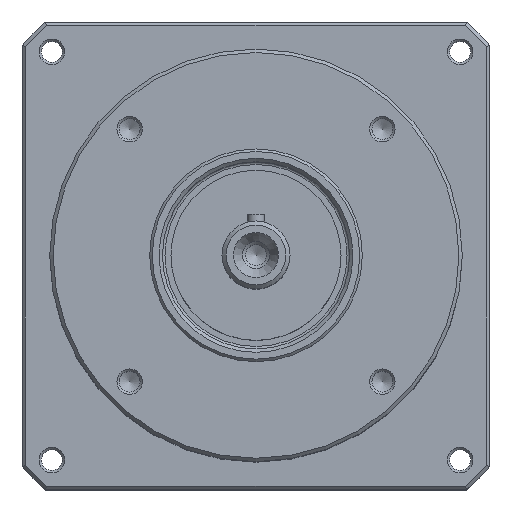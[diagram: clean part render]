
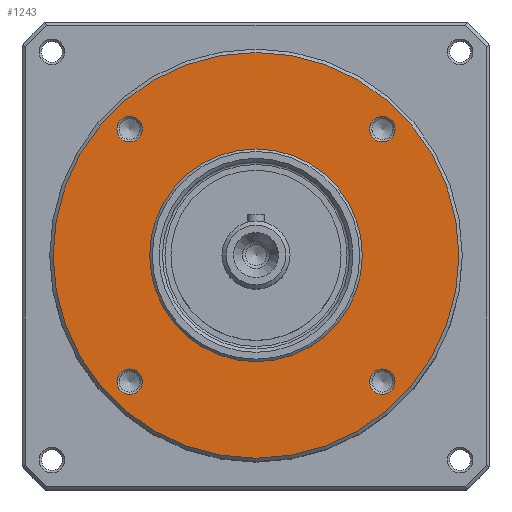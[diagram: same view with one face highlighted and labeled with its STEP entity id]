
A CAD part, top view. The second image highlights one B-rep face of the part: STEP entity #1243.
In plain terms, the highlighted face is planar.
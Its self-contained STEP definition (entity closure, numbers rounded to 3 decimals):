
#149=CIRCLE('',#1394,23.85);
#150=CIRCLE('',#1396,12.5);
#151=CIRCLE('',#1397,1.5);
#152=CIRCLE('',#1398,1.5);
#153=CIRCLE('',#1399,1.5);
#154=CIRCLE('',#1400,1.5);
#285=ORIENTED_EDGE('',*,*,#565,.F.);
#286=ORIENTED_EDGE('',*,*,#566,.F.);
#287=ORIENTED_EDGE('',*,*,#567,.F.);
#288=ORIENTED_EDGE('',*,*,#568,.F.);
#289=ORIENTED_EDGE('',*,*,#569,.F.);
#290=ORIENTED_EDGE('',*,*,#564,.T.);
#564=EDGE_CURVE('',#697,#697,#149,.T.);
#565=EDGE_CURVE('',#698,#698,#150,.T.);
#566=EDGE_CURVE('',#699,#699,#151,.T.);
#567=EDGE_CURVE('',#700,#700,#152,.T.);
#568=EDGE_CURVE('',#701,#701,#153,.T.);
#569=EDGE_CURVE('',#702,#702,#154,.T.);
#697=VERTEX_POINT('',#2115);
#698=VERTEX_POINT('',#2118);
#699=VERTEX_POINT('',#2120);
#700=VERTEX_POINT('',#2122);
#701=VERTEX_POINT('',#2124);
#702=VERTEX_POINT('',#2126);
#886=EDGE_LOOP('',(#285));
#887=EDGE_LOOP('',(#286));
#888=EDGE_LOOP('',(#287));
#889=EDGE_LOOP('',(#288));
#890=EDGE_LOOP('',(#289));
#891=EDGE_LOOP('',(#290));
#1052=FACE_BOUND('',#886,.T.);
#1053=FACE_BOUND('',#887,.T.);
#1054=FACE_BOUND('',#888,.T.);
#1055=FACE_BOUND('',#889,.T.);
#1056=FACE_BOUND('',#890,.T.);
#1057=FACE_BOUND('',#891,.T.);
#1197=PLANE('',#1395);
#1243=ADVANCED_FACE('',(#1052,#1053,#1054,#1055,#1056,#1057),#1197,.F.);
#1394=AXIS2_PLACEMENT_3D('',#2114,#1639,#1640);
#1395=AXIS2_PLACEMENT_3D('',#2116,#1641,#1642);
#1396=AXIS2_PLACEMENT_3D('',#2117,#1643,#1644);
#1397=AXIS2_PLACEMENT_3D('',#2119,#1645,#1646);
#1398=AXIS2_PLACEMENT_3D('',#2121,#1647,#1648);
#1399=AXIS2_PLACEMENT_3D('',#2123,#1649,#1650);
#1400=AXIS2_PLACEMENT_3D('',#2125,#1651,#1652);
#1639=DIRECTION('',(1.,0.,0.));
#1640=DIRECTION('',(0.,0.,-1.));
#1641=DIRECTION('',(-1.,0.,0.));
#1642=DIRECTION('',(0.,0.,1.));
#1643=DIRECTION('',(1.,0.,0.));
#1644=DIRECTION('',(0.,0.,-1.));
#1645=DIRECTION('',(1.,0.,0.));
#1646=DIRECTION('',(0.,0.,-1.));
#1647=DIRECTION('',(1.,0.,0.));
#1648=DIRECTION('',(0.,0.,-1.));
#1649=DIRECTION('',(1.,0.,0.));
#1650=DIRECTION('',(0.,0.,-1.));
#1651=DIRECTION('',(1.,0.,0.));
#1652=DIRECTION('',(0.,0.,-1.));
#2114=CARTESIAN_POINT('',(47.3,0.,0.));
#2115=CARTESIAN_POINT('',(47.3,0.,-23.85));
#2116=CARTESIAN_POINT('',(47.3,23.85,0.));
#2117=CARTESIAN_POINT('',(47.3,0.,0.));
#2118=CARTESIAN_POINT('',(47.3,0.,-12.5));
#2119=CARTESIAN_POINT('',(47.3,-14.849,14.849));
#2120=CARTESIAN_POINT('',(47.3,-14.849,13.349));
#2121=CARTESIAN_POINT('',(47.3,14.849,-14.849));
#2122=CARTESIAN_POINT('',(47.3,14.849,-16.349));
#2123=CARTESIAN_POINT('',(47.3,-14.849,-14.849));
#2124=CARTESIAN_POINT('',(47.3,-14.849,-16.349));
#2125=CARTESIAN_POINT('',(47.3,14.849,14.849));
#2126=CARTESIAN_POINT('',(47.3,14.849,13.349));
